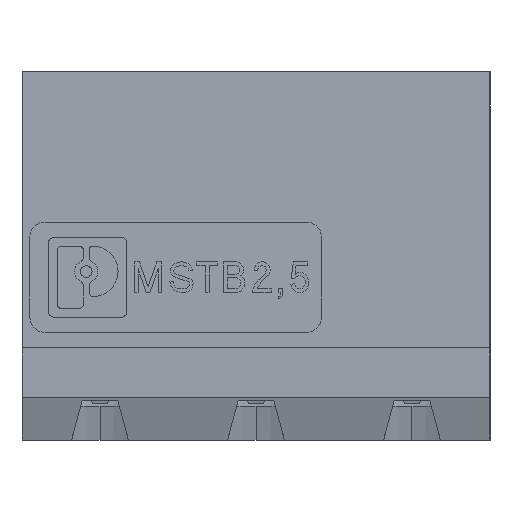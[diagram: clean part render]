
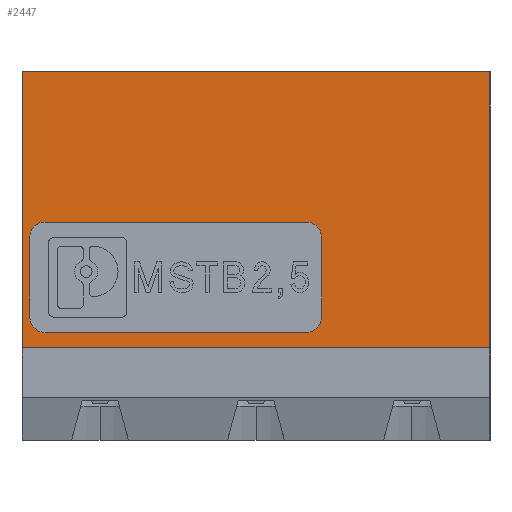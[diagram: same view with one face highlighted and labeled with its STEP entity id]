
A CAD part, top view. The second image highlights one B-rep face of the part: STEP entity #2447.
In plain terms, the highlighted planar face has unit normal (0, 0, 1).
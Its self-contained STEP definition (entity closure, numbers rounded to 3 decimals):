
#2447=ADVANCED_FACE('',(#4744,#4745),#4746,.T.);
#4744=FACE_OUTER_BOUND('',#15717,.T.);
#4745=FACE_BOUND('',#15718,.T.);
#4746=PLANE('',#15719);
#15717=EDGE_LOOP('',(#19314,#19315,#19316,#19317));
#15718=EDGE_LOOP('',(#19318,#19319,#19320,#19321,#19322,#19323,#19324,#19325));
#15719=AXIS2_PLACEMENT_3D('',#19326,#19327,#19328);
#19314=ORIENTED_EDGE('',*,*,#22710,.T.);
#19315=ORIENTED_EDGE('',*,*,#22689,.F.);
#19316=ORIENTED_EDGE('',*,*,#22835,.T.);
#19317=ORIENTED_EDGE('',*,*,#22396,.F.);
#19318=ORIENTED_EDGE('',*,*,#22734,.T.);
#19319=ORIENTED_EDGE('',*,*,#22822,.F.);
#19320=ORIENTED_EDGE('',*,*,#22845,.T.);
#19321=ORIENTED_EDGE('',*,*,#22777,.F.);
#19322=ORIENTED_EDGE('',*,*,#22846,.T.);
#19323=ORIENTED_EDGE('',*,*,#22847,.T.);
#19324=ORIENTED_EDGE('',*,*,#22848,.F.);
#19325=ORIENTED_EDGE('',*,*,#22738,.T.);
#19326=CARTESIAN_POINT('',(-0.445,8.5,7.67));
#19327=DIRECTION('',(0.,0.,1.0));
#19328=DIRECTION('',(1.0,0.,0.));
#22396=EDGE_CURVE('',#24193,#24195,#24196,.T.);
#22689=EDGE_CURVE('',#24636,#24638,#24639,.F.);
#22710=EDGE_CURVE('',#24193,#24638,#24670,.F.);
#22734=EDGE_CURVE('',#24702,#24707,#24709,.T.);
#22738=EDGE_CURVE('',#24711,#24702,#24715,.T.);
#22777=EDGE_CURVE('',#24772,#24775,#24776,.F.);
#22822=EDGE_CURVE('',#24836,#24707,#24839,.F.);
#22835=EDGE_CURVE('',#24636,#24195,#24853,.T.);
#22845=EDGE_CURVE('',#24836,#24775,#24866,.F.);
#22846=EDGE_CURVE('',#24772,#24867,#24868,.F.);
#22847=EDGE_CURVE('',#24867,#24869,#24870,.F.);
#22848=EDGE_CURVE('',#24711,#24869,#24871,.T.);
#24193=VERTEX_POINT('',#26827);
#24195=VERTEX_POINT('',#26830);
#24196=LINE('',#26831,#26832);
#24636=VERTEX_POINT('',#27475);
#24638=VERTEX_POINT('',#27478);
#24639=LINE('',#27479,#27480);
#24670=LINE('',#27523,#27524);
#24702=VERTEX_POINT('',#27572);
#24707=VERTEX_POINT('',#27579);
#24709=LINE('',#27582,#27583);
#24711=VERTEX_POINT('',#27585);
#24715=CIRCLE('',#27590,0.5);
#24772=VERTEX_POINT('',#27674);
#24775=VERTEX_POINT('',#27678);
#24776=CIRCLE('',#27679,0.5);
#24836=VERTEX_POINT('',#27767);
#24839=CIRCLE('',#27771,0.5);
#24853=LINE('',#27789,#27790);
#24866=LINE('',#27809,#27810);
#24867=VERTEX_POINT('',#27811);
#24868=LINE('',#27812,#27813);
#24869=VERTEX_POINT('',#27814);
#24870=CIRCLE('',#27815,0.5);
#24871=LINE('',#27816,#27817);
#26827=CARTESIAN_POINT('',(15.24,12.0,7.67));
#26830=CARTESIAN_POINT('',(15.24,3.,7.67));
#26831=CARTESIAN_POINT('',(15.24,0.,7.67));
#26832=VECTOR('',#30272,1.0);
#27475=CARTESIAN_POINT('',(0.,3.,7.67));
#27478=CARTESIAN_POINT('',(0.,12.0,7.67));
#27479=CARTESIAN_POINT('',(0.,10.852,7.67));
#27480=VECTOR('',#30564,1.0);
#27523=CARTESIAN_POINT('',(4.837,12.0,7.67));
#27524=VECTOR('',#30589,1.0);
#27572=CARTESIAN_POINT('',(0.755,7.1,7.67));
#27579=CARTESIAN_POINT('',(9.255,7.1,7.67));
#27582=CARTESIAN_POINT('',(3.612,7.1,7.67));
#27583=VECTOR('',#30609,1.0);
#27585=CARTESIAN_POINT('',(0.255,6.6,7.67));
#27590=AXIS2_PLACEMENT_3D('',#30614,#30615,#30616);
#27674=CARTESIAN_POINT('',(9.255,3.5,7.67));
#27678=CARTESIAN_POINT('',(9.755,4.0,7.67));
#27679=AXIS2_PLACEMENT_3D('',#30645,#30646,#30647);
#27767=CARTESIAN_POINT('',(9.755,6.6,7.67));
#27771=AXIS2_PLACEMENT_3D('',#30687,#30688,#30689);
#27789=CARTESIAN_POINT('',(20.32,3.,7.67));
#27790=VECTOR('',#30703,1.0);
#27809=CARTESIAN_POINT('',(9.755,6.237,7.67));
#27810=VECTOR('',#30710,1.0);
#27811=CARTESIAN_POINT('',(0.755,3.5,7.67));
#27812=CARTESIAN_POINT('',(7.862,3.5,7.67));
#27813=VECTOR('',#30711,1.0);
#27814=CARTESIAN_POINT('',(0.255,4.0,7.67));
#27815=AXIS2_PLACEMENT_3D('',#30712,#30713,#30714);
#27816=CARTESIAN_POINT('',(0.255,6.25,7.67));
#27817=VECTOR('',#30715,1.0);
#30272=DIRECTION('',(0.0,-1.0,0.));
#30564=DIRECTION('',(0.,-1.0,0.));
#30589=DIRECTION('',(1.0,0.,0.));
#30609=DIRECTION('',(1.0,0.,0.));
#30614=CARTESIAN_POINT('',(0.755,6.6,7.67));
#30615=DIRECTION('',(0.,0.,-1.0));
#30616=DIRECTION('',(-1.0,0.,0.));
#30645=CARTESIAN_POINT('',(9.255,4.0,7.67));
#30646=DIRECTION('',(0.,0.0,-1.0));
#30647=DIRECTION('',(1.0,0.,0.));
#30687=CARTESIAN_POINT('',(9.255,6.6,7.67));
#30688=DIRECTION('',(0.,0.0,-1.0));
#30689=DIRECTION('',(1.0,0.,0.));
#30703=DIRECTION('',(1.0,0.,0.));
#30710=DIRECTION('',(0.,1.0,0.));
#30711=DIRECTION('',(1.0,0.,0.));
#30712=CARTESIAN_POINT('',(0.755,4.0,7.67));
#30713=DIRECTION('',(0.,0.,1.0));
#30714=DIRECTION('',(-1.0,0.,0.));
#30715=DIRECTION('',(0.,-1.0,0.));
